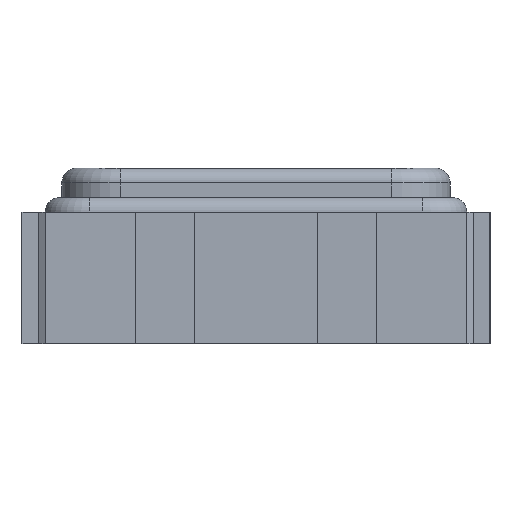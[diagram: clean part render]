
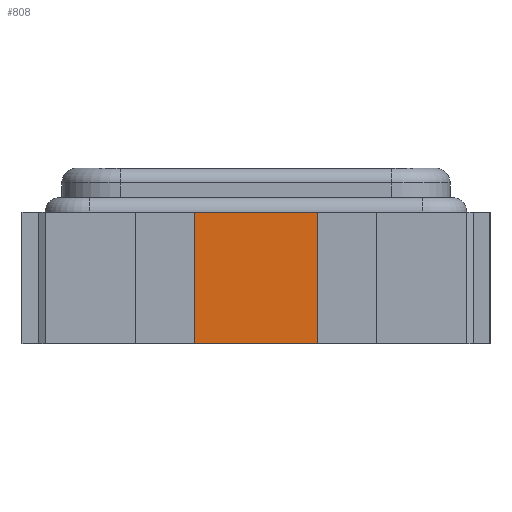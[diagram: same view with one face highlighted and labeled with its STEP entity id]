
A CAD part, left-side view. The second image highlights one B-rep face of the part: STEP entity #808.
In plain terms, the highlighted planar face has unit normal (-1, 0, 0).
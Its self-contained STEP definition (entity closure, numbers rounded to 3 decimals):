
#88 = DIRECTION ( 'NONE',  ( 0., -1., 0. ) ) ;
#105 = CARTESIAN_POINT ( 'NONE',  ( -2.5, 0.421, 0. ) ) ;
#118 = EDGE_CURVE ( 'NONE', #5336, #2824, #2850, .T. ) ;
#513 = DIRECTION ( 'NONE',  ( 0., 0., -1. ) ) ;
#524 = DIRECTION ( 'NONE',  ( 0., -1., 0. ) ) ;
#808 = ADVANCED_FACE ( 'NONE', ( #957 ), #1790, .F. ) ;
#955 = CARTESIAN_POINT ( 'NONE',  ( -2.5, -0.421, 0. ) ) ;
#957 = FACE_OUTER_BOUND ( 'NONE', #4946, .T. ) ;
#1020 = EDGE_CURVE ( 'NONE', #2183, #2824, #3844, .T. ) ;
#1298 = EDGE_CURVE ( 'NONE', #5287, #2183, #2625, .T. ) ;
#1374 = DIRECTION ( 'NONE',  ( 1., 0., 0. ) ) ;
#1598 = VECTOR ( 'NONE', #88, 1000. ) ;
#1650 = CARTESIAN_POINT ( 'NONE',  ( -2.5, 0.421, 0.9 ) ) ;
#1715 = EDGE_CURVE ( 'NONE', #5287, #5336, #4306, .T. ) ;
#1790 = PLANE ( 'NONE',  #2025 ) ;
#2025 = AXIS2_PLACEMENT_3D ( 'NONE', #2598, #1374, #513 ) ;
#2183 = VERTEX_POINT ( 'NONE', #3482 ) ;
#2598 = CARTESIAN_POINT ( 'NONE',  ( -2.5, 0.421, 0.9 ) ) ;
#2623 = CARTESIAN_POINT ( 'NONE',  ( -2.5, 0.421, 0.9 ) ) ;
#2625 = LINE ( 'NONE', #1650, #4959 ) ;
#2731 = VECTOR ( 'NONE', #4191, 1000. ) ;
#2824 = VERTEX_POINT ( 'NONE', #955 ) ;
#2850 = LINE ( 'NONE', #3632, #2731 ) ;
#3482 = CARTESIAN_POINT ( 'NONE',  ( -2.5, 0.421, 0. ) ) ;
#3632 = CARTESIAN_POINT ( 'NONE',  ( -2.5, -0.421, 0.9 ) ) ;
#3692 = ORIENTED_EDGE ( 'NONE', *, *, #1715, .F. ) ;
#3844 = LINE ( 'NONE', #105, #1598 ) ;
#3910 = ORIENTED_EDGE ( 'NONE', *, *, #118, .F. ) ;
#4033 = CARTESIAN_POINT ( 'NONE',  ( -2.5, -0.421, 0.9 ) ) ;
#4191 = DIRECTION ( 'NONE',  ( 0., 0., -1. ) ) ;
#4306 = LINE ( 'NONE', #2623, #4462 ) ;
#4462 = VECTOR ( 'NONE', #524, 1000. ) ;
#4650 = DIRECTION ( 'NONE',  ( 0., 0., -1. ) ) ;
#4946 = EDGE_LOOP ( 'NONE', ( #4970, #3910, #3692, #5156 ) ) ;
#4959 = VECTOR ( 'NONE', #4650, 1000. ) ;
#4970 = ORIENTED_EDGE ( 'NONE', *, *, #1020, .T. ) ;
#5156 = ORIENTED_EDGE ( 'NONE', *, *, #1298, .T. ) ;
#5287 = VERTEX_POINT ( 'NONE', #5314 ) ;
#5314 = CARTESIAN_POINT ( 'NONE',  ( -2.5, 0.421, 0.9 ) ) ;
#5336 = VERTEX_POINT ( 'NONE', #4033 ) ;
